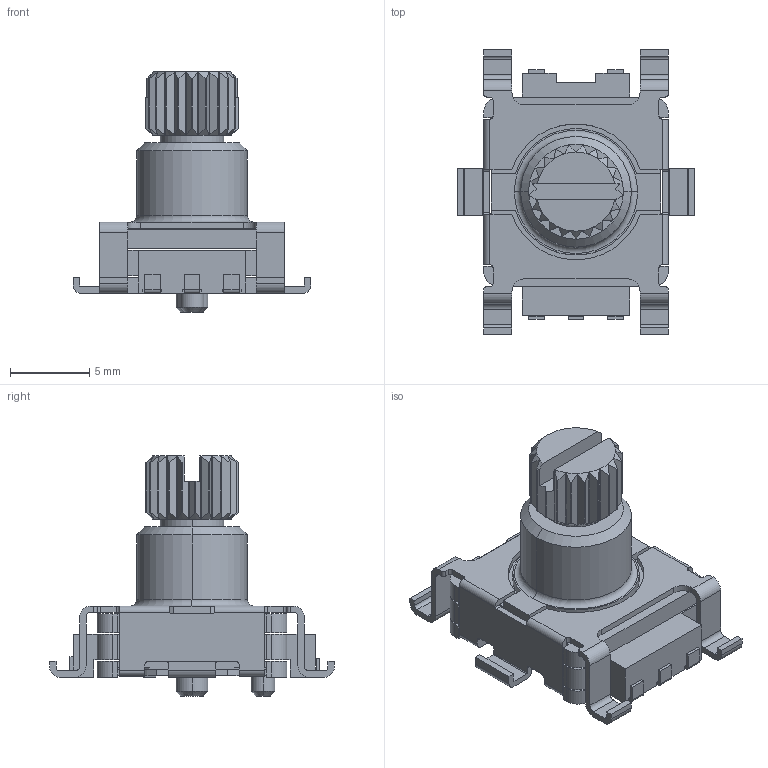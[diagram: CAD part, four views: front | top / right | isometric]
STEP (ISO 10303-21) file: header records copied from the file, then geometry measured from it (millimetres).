
FILE_DESCRIPTION((''),'2;1');
FILE_NAME('50','2021-05-06T17:09:35',('AB'),(''),'CREO PARAMETRIC BY PTC INC, 2016510','CREO PARAMETRIC BY PTC INC, 2016510','');
FILE_SCHEMA(('CONFIG_CONTROL_DESIGN','GEOMETRIC_VALIDATION_PROPERTIES_MIM'));
Length unit declared in the file: millimetre
Products named in the file (1): 50
Bounding box: 15 x 18 x 15.2 mm (x, y, z)
Volume: 907.7 mm3; surface area: 1826.3 mm2
Topology: 9 solids, 9 shells, 591 faces, 1659 edges, 1096 vertices
Faces by surface type: plane 423, cylinder 156, cone 10, torus 2
Entity records: 23638 total; most frequent: CARTESIAN_POINT 4283, ORIENTED_EDGE 3318, DIRECTION 2899, EDGE_CURVE 1659, VECTOR 1249, LINE 1249, VERTEX_POINT 1096, AXIS2_PLACEMENT_3D 825
